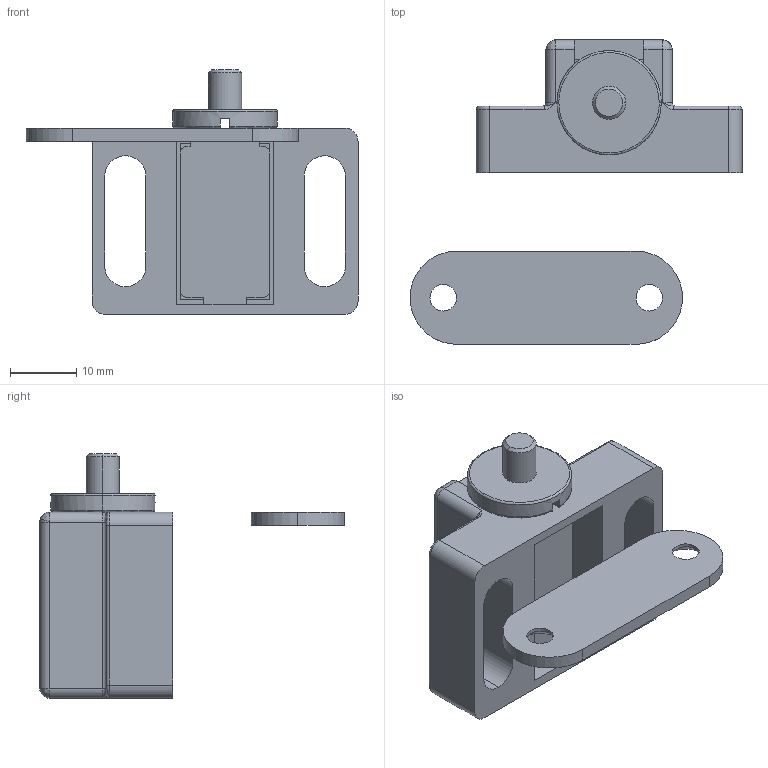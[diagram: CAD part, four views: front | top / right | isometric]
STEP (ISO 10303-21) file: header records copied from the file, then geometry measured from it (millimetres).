
FILE_DESCRIPTION(('STEP AP214'),'1');
FILE_NAME('fath_093044.stp','2017-04-24T02:19:12',('TraceParts'),('TraceParts S.A.'),'Spatial InterOp 3D',' ',' ');
FILE_SCHEMA(('automotive_design'));
Length unit declared in the file: millimetre
Products named in the file (6): fath_093044_1; fath_093044_2; fath_093044_3; fath_093044_4; fath_093044_5; fath_093044_6
Bounding box: 49.94 x 45.82 x 36.8 mm (x, y, z)
Volume: 12790.5 mm3; surface area: 10615.7 mm2
Topology: 6 solids, 6 shells, 151 faces, 391 edges, 244 vertices
Faces by surface type: plane 72, cylinder 50, bspline 23, cone 6
Entity records: 6480 total; most frequent: CARTESIAN_POINT 1513, ORIENTED_EDGE 770, DIRECTION 750, EDGE_CURVE 385, AXIS2_PLACEMENT_3D 256, VERTEX_POINT 244, LINE 238, VECTOR 238
